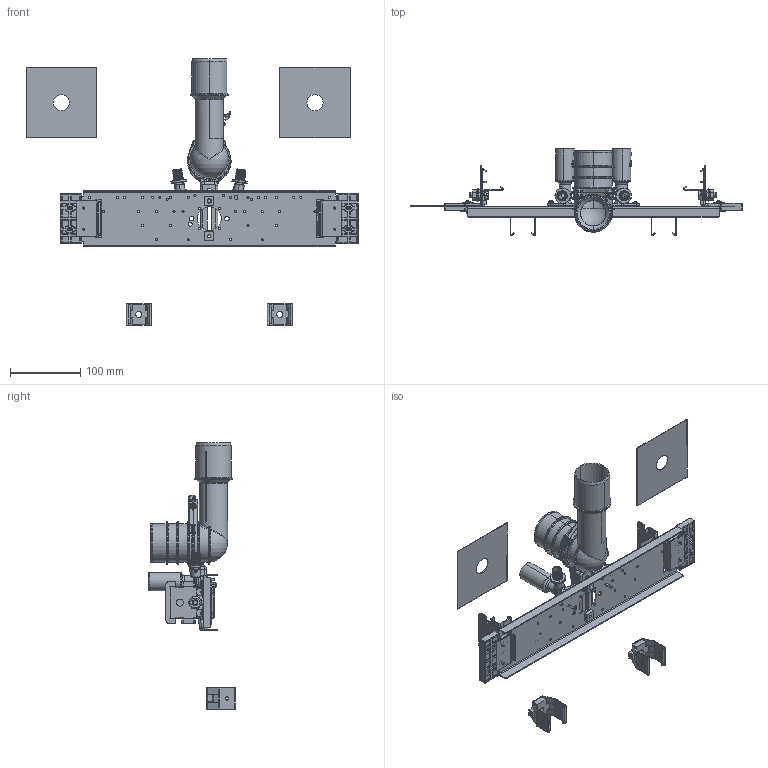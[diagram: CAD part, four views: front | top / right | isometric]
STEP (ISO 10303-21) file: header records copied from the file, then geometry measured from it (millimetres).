
FILE_DESCRIPTION((''),'2;1');
FILE_NAME('9_020_049_ASM','2019-11-28T',('kremke'),('NET'),'CREO PARAMETRIC BY PTC INC, 2017170','CREO PARAMETRIC BY PTC INC, 2017170','');
FILE_SCHEMA(('CONFIG_CONTROL_DESIGN'));
Products named in the file (21): PR970_077_00; PR980_218_00; PR980_100_00; PR970_074_00; PR970_002_00; PR970_003_00; NT009_008_20; NT005_008_01; PR010_008_00_ASM; NT004_006_20; FL016_073_50; NT001_001_00; PR800_089_00; NT002_007_00; PR020_041_00_ASM; PR970_004_00; PR980_128_00; PR980_098_00; PR822_002_00; PR229_015_00; 9_020_049_ASM
Assembly tree (40 placements, depth 4):
  9_020_049_ASM
    PR020_041_00_ASM
      PR970_077_00
      PR980_218_00
      PR980_100_00  x2
      PR970_074_00  x2
      PR010_008_00_ASM  x2
        PR970_002_00
        PR970_003_00
        NT009_008_20
        NT005_008_01
      NT004_006_20
      FL016_073_50  x2
      NT001_001_00  x10
      PR800_089_00
      NT002_007_00  x4
    PR970_004_00  x2
    PR980_128_00  x2
    PR980_098_00
    PR822_002_00
    PR229_015_00  x2
Bounding box: 471 x 123 x 377.5 mm (x, y, z)
Volume: 346709.5 mm3; surface area: 365250.3 mm2
Topology: 42 solids, 42 shells, 5560 faces, 13652 edges, 8383 vertices
Faces by surface type: plane 2514, cylinder 1828, bspline 401, sphere 365, torus 320, cone 132
Entity records: 126972 total; most frequent: CARTESIAN_POINT 32202, ORIENTED_EDGE 15628, DIRECTION 14940, EDGE_CURVE 7814, PRESENTATION_STYLE_ASSIGNMENT 6823, STYLED_ITEM 6823, CURVE_STYLE 6811, AXIS2_PLACEMENT_3D 5515
